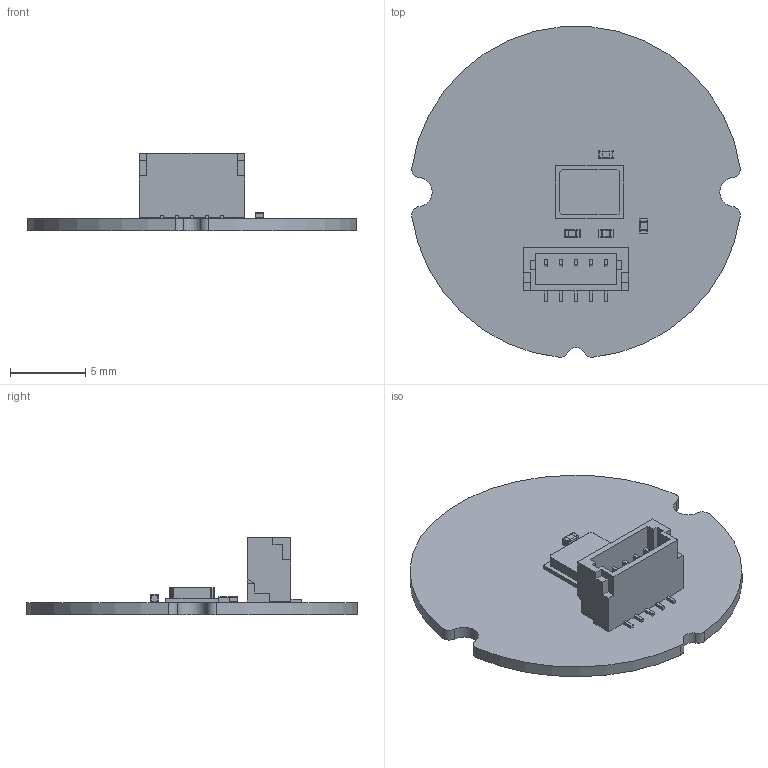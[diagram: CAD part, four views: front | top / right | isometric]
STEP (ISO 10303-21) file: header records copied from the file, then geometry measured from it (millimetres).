
FILE_DESCRIPTION(('Open CASCADE Model'),'2;1');
FILE_NAME('Open CASCADE Shape Model','2020-09-05T13:54:56',('Author'),( 'Open CASCADE'),'Open CASCADE STEP processor 6.8','Open CASCADE 6.8' ,'Unknown');
FILE_SCHEMA(('AUTOMOTIVE_DESIGN { 1 0 10303 214 1 1 1 1 }'));
Length unit declared in the file: millimetre
Products named in the file (20): PCB; Board; Open CASCADE STEP translator 6.8 1.1.1; R3; RESC-0402; Open CASCADE STEP translator 6.8 1.2.1.1; Open CASCADE STEP translator 6.8 1.2.1.2; R2; R1; MK1; 6585948640; Extruded; 6585952480; CN1; BM05B-SRSS-TB_RGB8421504; C1; CAPC-0402-T0.55-BN; Open CASCADE STEP translator 6.8 1.7.1.1; Open CASCADE STEP translator 6.8 1.7.1.2
Assembly tree (21 placements, depth 4):
  PCB
    Board
      Open CASCADE STEP translator 6.8 1.1.1
    R3
      RESC-0402
        Open CASCADE STEP translator 6.8 1.2.1.1
        Open CASCADE STEP translator 6.8 1.2.1.2
    R2
      RESC-0402
        Open CASCADE STEP translator 6.8 1.2.1.1
        Open CASCADE STEP translator 6.8 1.2.1.2
    R1
      RESC-0402
        Open CASCADE STEP translator 6.8 1.2.1.1
        Open CASCADE STEP translator 6.8 1.2.1.2
    MK1
      6585948640
        Extruded
      6585952480
        Extruded
    CN1
      BM05B-SRSS-TB_RGB8421504
    C1
      CAPC-0402-T0.55-BN
        Open CASCADE STEP translator 6.8 1.7.1.1
        Open CASCADE STEP translator 6.8 1.7.1.2
Bounding box: 21.88 x 22.01 x 5.13 mm (x, y, z)
Volume: 369.3 mm3; surface area: 1089.9 mm2
Topology: 14 solids, 14 shells, 349 faces, 945 edges, 654 vertices
Faces by surface type: plane 272, cylinder 69, sphere 8
Full cylindrical faces by diameter (mm): 0.5 x1
Entity records: 9631 total; most frequent: CARTESIAN_POINT 1422, DIRECTION 1277, ORIENTED_EDGE 1274, EDGE_CURVE 637, LINE 547, VECTOR 547, VERTEX_POINT 414, AXIS2_PLACEMENT_3D 365
